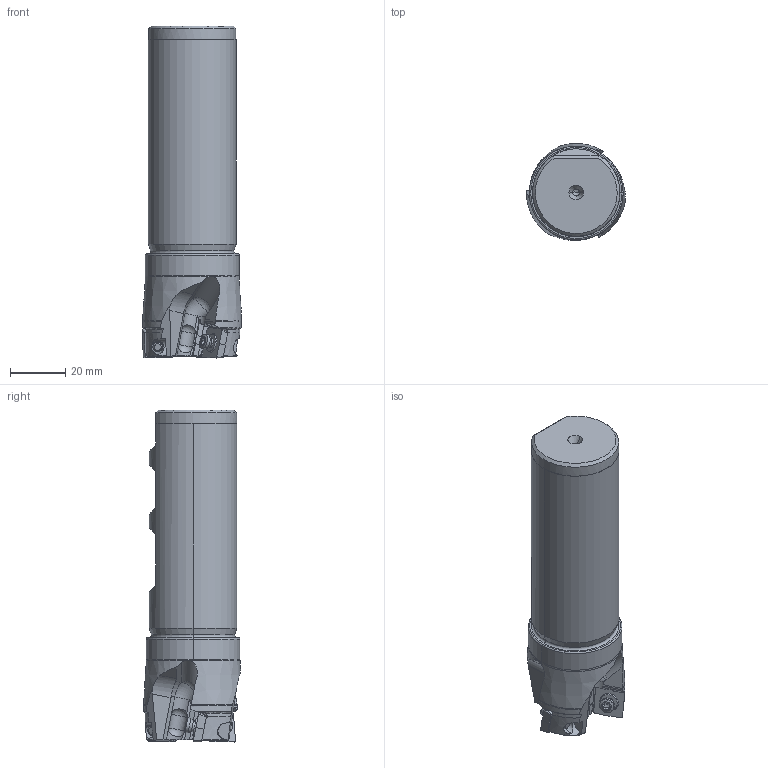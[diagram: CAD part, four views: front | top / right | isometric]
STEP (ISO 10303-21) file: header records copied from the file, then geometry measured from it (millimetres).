
FILE_DESCRIPTION(/* description */ (''),/* implementation_level */ '2;1');
FILE_NAME(/* name */ 'ASX400R243W20.stp',/* time_stamp */ '2021-09-08T11:41:39+09:00',/* author */ (''),/* organization */ (''),/* preprocessor_version */ 'ST-DEVELOPER v16',/* originating_system */ 'SIEMENS PLM Software NX 10.0',/* authorisation */ '');
FILE_SCHEMA (('AUTOMOTIVE_DESIGN { 1 0 10303 214 3 1 1 1 }'));
Length unit declared in the file: millimetre
Products named in the file (1): ASX400R243W20_ASM
Bounding box: 35.83 x 35.18 x 120.37 mm (x, y, z)
Volume: 89040.9 mm3; surface area: 17187.9 mm2
Topology: 10 solids, 10 shells, 474 faces, 1370 edges, 908 vertices
Faces by surface type: plane 193, cylinder 158, cone 64, torus 26, sphere 15, extrusion 12, bspline 6
Entity records: 18339 total; most frequent: CARTESIAN_POINT 5857, ORIENTED_EDGE 2678, DIRECTION 2454, EDGE_CURVE 1339, AXIS2_PLACEMENT_3D 942, VERTEX_POINT 902, VECTOR 570, LINE 558
